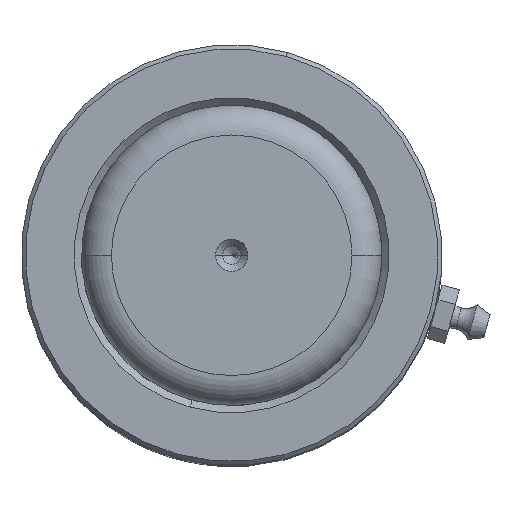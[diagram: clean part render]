
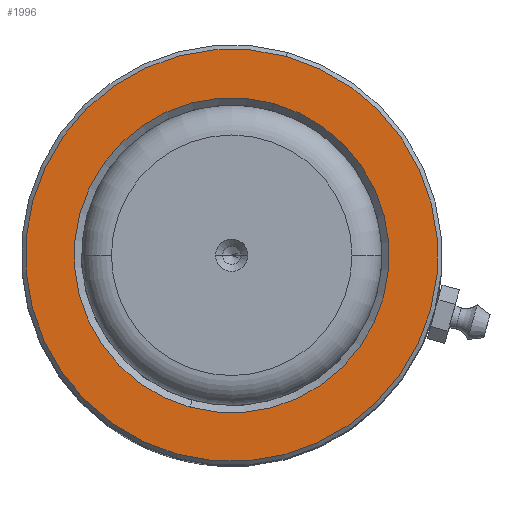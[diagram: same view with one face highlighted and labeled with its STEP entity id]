
A CAD part, top view. The second image highlights one B-rep face of the part: STEP entity #1996.
In plain terms, the highlighted planar face has unit normal (0, 0, 1).
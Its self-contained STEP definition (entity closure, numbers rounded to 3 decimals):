
#723 = FACE_OUTER_BOUND ( 'NONE', #8592, .T. ) ;
#725 = CARTESIAN_POINT ( 'NONE',  ( 0., 0., 100. ) ) ;
#770 = CIRCLE ( 'NONE', #2630, 26.2 ) ;
#992 = DIRECTION ( 'NONE',  ( 0., 0., 1. ) ) ;
#1119 = CIRCLE ( 'NONE', #8914, 34.3 ) ;
#1170 = AXIS2_PLACEMENT_3D ( 'NONE', #3890, #992, #6753 ) ;
#1377 = CARTESIAN_POINT ( 'NONE',  ( 0., 0., 100. ) ) ;
#1857 = FACE_BOUND ( 'NONE', #8144, .T. ) ;
#1996 = ADVANCED_FACE ( 'NONE', ( #723, #1857 ), #3092, .T. ) ;
#2041 = DIRECTION ( 'NONE',  ( 1., 0., 0. ) ) ;
#2213 = DIRECTION ( 'NONE',  ( 0., 0., -1. ) ) ;
#2500 = EDGE_CURVE ( 'NONE', #7898, #6515, #2590, .T. ) ;
#2552 = EDGE_CURVE ( 'NONE', #6515, #7898, #770, .T. ) ;
#2590 = CIRCLE ( 'NONE', #7297, 26.2 ) ;
#2630 = AXIS2_PLACEMENT_3D ( 'NONE', #5037, #2213, #5895 ) ;
#2843 = CARTESIAN_POINT ( 'NONE',  ( 0., 0., 100. ) ) ;
#3092 = PLANE ( 'NONE',  #1170 ) ;
#3122 = ORIENTED_EDGE ( 'NONE', *, *, #2500, .T. ) ;
#3392 = CARTESIAN_POINT ( 'NONE',  ( -26.2, 0., 100. ) ) ;
#3876 = CIRCLE ( 'NONE', #4960, 34.3 ) ;
#3890 = CARTESIAN_POINT ( 'NONE',  ( 0., 0., 100. ) ) ;
#3990 = ORIENTED_EDGE ( 'NONE', *, *, #5992, .T. ) ;
#4176 = DIRECTION ( 'NONE',  ( 0., 0., 1. ) ) ;
#4414 = CARTESIAN_POINT ( 'NONE',  ( -34.3, 0., 100. ) ) ;
#4573 = ORIENTED_EDGE ( 'NONE', *, *, #8842, .T. ) ;
#4778 = VERTEX_POINT ( 'NONE', #4414 ) ;
#4960 = AXIS2_PLACEMENT_3D ( 'NONE', #1377, #4176, #2041 ) ;
#5037 = CARTESIAN_POINT ( 'NONE',  ( 0., 0., 100. ) ) ;
#5703 = ORIENTED_EDGE ( 'NONE', *, *, #2552, .T. ) ;
#5793 = DIRECTION ( 'NONE',  ( 1., 0., 0. ) ) ;
#5895 = DIRECTION ( 'NONE',  ( 1., 0., 0. ) ) ;
#5992 = EDGE_CURVE ( 'NONE', #4778, #9261, #3876, .T. ) ;
#6515 = VERTEX_POINT ( 'NONE', #7605 ) ;
#6753 = DIRECTION ( 'NONE',  ( 1., 0., 0. ) ) ;
#7261 = DIRECTION ( 'NONE',  ( 0., 0., -1. ) ) ;
#7297 = AXIS2_PLACEMENT_3D ( 'NONE', #725, #7261, #8737 ) ;
#7605 = CARTESIAN_POINT ( 'NONE',  ( 26.2, 0., 100. ) ) ;
#7898 = VERTEX_POINT ( 'NONE', #3392 ) ;
#8144 = EDGE_LOOP ( 'NONE', ( #5703, #3122 ) ) ;
#8592 = EDGE_LOOP ( 'NONE', ( #3990, #4573 ) ) ;
#8737 = DIRECTION ( 'NONE',  ( 1., 0., 0. ) ) ;
#8842 = EDGE_CURVE ( 'NONE', #9261, #4778, #1119, .T. ) ;
#8914 = AXIS2_PLACEMENT_3D ( 'NONE', #2843, #9462, #5793 ) ;
#9261 = VERTEX_POINT ( 'NONE', #9300 ) ;
#9300 = CARTESIAN_POINT ( 'NONE',  ( 34.3, 0., 100. ) ) ;
#9462 = DIRECTION ( 'NONE',  ( 0., 0., 1. ) ) ;
